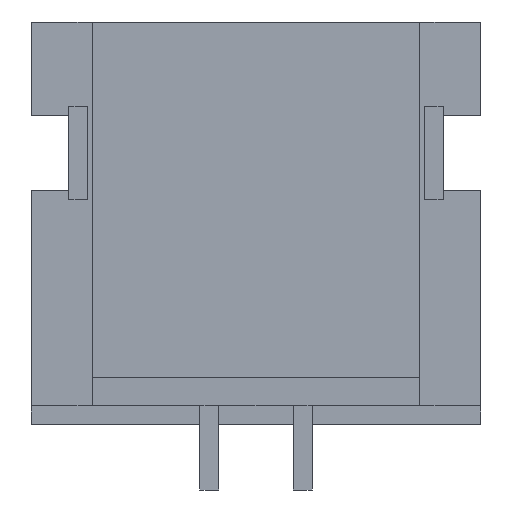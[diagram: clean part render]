
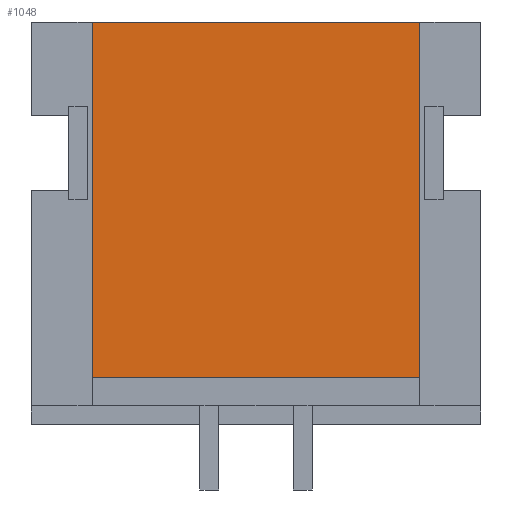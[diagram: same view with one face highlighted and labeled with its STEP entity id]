
A CAD part, front view. The second image highlights one B-rep face of the part: STEP entity #1048.
In plain terms, the highlighted planar face has unit normal (0, -1, 0).
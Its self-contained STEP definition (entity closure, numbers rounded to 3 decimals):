
#1048 = ADVANCED_FACE ( 'NONE', ( #2273 ), #2258, .F. ) ;
#1049 = EDGE_LOOP ( 'NONE', ( #1050, #1054, #1057, #1060 ) ) ;
#1050 = ORIENTED_EDGE ( 'NONE', *, *, #1051, .F. ) ;
#1051 = EDGE_CURVE ( 'NONE', #1052, #1053, #2228, .T. ) ;
#1052 = VERTEX_POINT ( 'NONE', #2224 ) ;
#1053 = VERTEX_POINT ( 'NONE', #2223 ) ;
#1054 = ORIENTED_EDGE ( 'NONE', *, *, #1055, .F. ) ;
#1055 = EDGE_CURVE ( 'NONE', #1056, #1052, #2222, .T. ) ;
#1056 = VERTEX_POINT ( 'NONE', #2218 ) ;
#1057 = ORIENTED_EDGE ( 'NONE', *, *, #1058, .T. ) ;
#1058 = EDGE_CURVE ( 'NONE', #1056, #1059, #2217, .T. ) ;
#1059 = VERTEX_POINT ( 'NONE', #2213 ) ;
#1060 = ORIENTED_EDGE ( 'NONE', *, *, #1061, .T. ) ;
#1061 = EDGE_CURVE ( 'NONE', #1059, #1053, #2212, .T. ) ;
#2209 = DIRECTION ( 'NONE',  ( -1., 0., 0. ) ) ;
#2210 = VECTOR ( 'NONE', #2209, 1000. ) ;
#2211 = CARTESIAN_POINT ( 'NONE',  ( 2.4, 0., 0. ) ) ;
#2212 = LINE ( 'NONE', #2211, #2210 ) ;
#2213 = CARTESIAN_POINT ( 'NONE',  ( 1.75, 0., 0. ) ) ;
#2214 = DIRECTION ( 'NONE',  ( 0., 0., 1. ) ) ;
#2215 = VECTOR ( 'NONE', #2214, 1000. ) ;
#2216 = CARTESIAN_POINT ( 'NONE',  ( 1.75, 0., -4.3 ) ) ;
#2217 = LINE ( 'NONE', #2216, #2215 ) ;
#2218 = CARTESIAN_POINT ( 'NONE',  ( 1.75, 0., -3.8 ) ) ;
#2219 = DIRECTION ( 'NONE',  ( -1., 0., 0. ) ) ;
#2220 = VECTOR ( 'NONE', #2219, 1000. ) ;
#2221 = CARTESIAN_POINT ( 'NONE',  ( 2.4, 0., -3.8 ) ) ;
#2222 = LINE ( 'NONE', #2221, #2220 ) ;
#2223 = CARTESIAN_POINT ( 'NONE',  ( -1.75, 0., 0. ) ) ;
#2224 = CARTESIAN_POINT ( 'NONE',  ( -1.75, 0., -3.8 ) ) ;
#2225 = DIRECTION ( 'NONE',  ( 0., 0., 1. ) ) ;
#2226 = VECTOR ( 'NONE', #2225, 1000. ) ;
#2227 = CARTESIAN_POINT ( 'NONE',  ( -1.75, 0., -4.3 ) ) ;
#2228 = LINE ( 'NONE', #2227, #2226 ) ;
#2229 = DIRECTION ( 'NONE',  ( 0., 0., 1. ) ) ;
#2230 = DIRECTION ( 'NONE',  ( 0., 1., 0. ) ) ;
#2231 = CARTESIAN_POINT ( 'NONE',  ( 2.4, 0., -3.8 ) ) ;
#2257 = AXIS2_PLACEMENT_3D ( 'NONE', #2231, #2230, #2229 ) ;
#2258 = PLANE ( 'NONE',  #2257 ) ;
#2273 = FACE_OUTER_BOUND ( 'NONE', #1049, .T. ) ;
